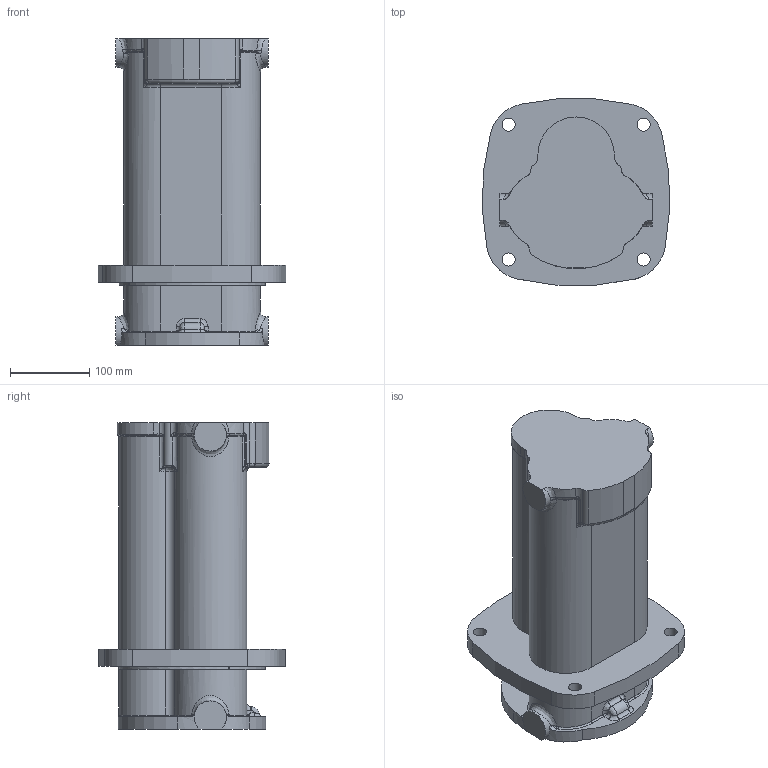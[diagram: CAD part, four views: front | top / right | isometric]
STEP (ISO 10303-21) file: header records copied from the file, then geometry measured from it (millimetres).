
FILE_DESCRIPTION(/* description */ (''),/* implementation_level */ '2;1');
FILE_NAME(/* name */ '22ADAP.stp',/* time_stamp */ '2018-11-27T08:24:24+10:00',/* author */ ('t.ralph531'),/* organization */ (''),/* preprocessor_version */ 'ST-DEVELOPER v16.5',/* originating_system */ 'Autodesk Inventor 2017',/* authorisation */ '');
FILE_SCHEMA (('AUTOMOTIVE_DESIGN { 1 0 10303 214 3 1 1 }'));
Length unit declared in the file: millimetre
Products named in the file (1): 2247Solid
Bounding box: 235.83 x 234.46 x 386 mm (x, y, z)
Volume: 8507838.8 mm3; surface area: 346964.4 mm2
Topology: 1 solids, 1 shells, 231 faces, 584 edges, 336 vertices
Faces by surface type: cylinder 80, bspline 80, torus 37, plane 31, sphere 3
Full cylindrical faces by diameter (mm): 16.5 x4
Entity records: 9697 total; most frequent: CARTESIAN_POINT 4581, ORIENTED_EDGE 1118, DIRECTION 994, EDGE_CURVE 559, AXIS2_PLACEMENT_3D 434, VERTEX_POINT 336, CIRCLE 272, EDGE_LOOP 245
